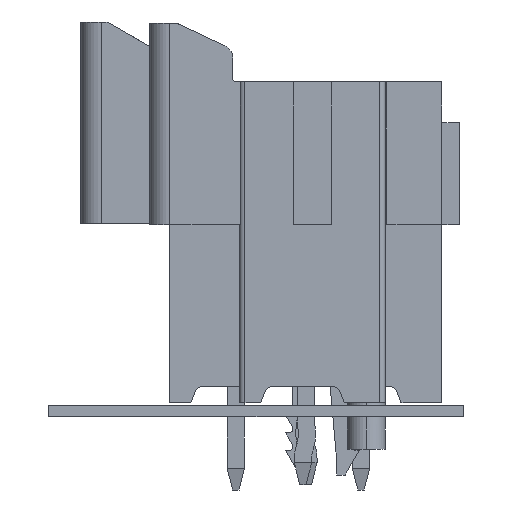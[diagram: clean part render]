
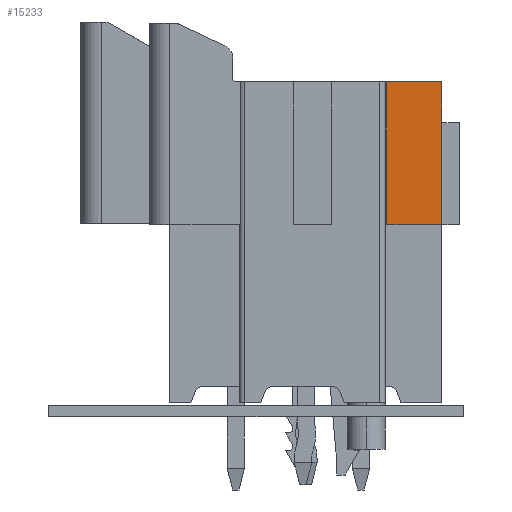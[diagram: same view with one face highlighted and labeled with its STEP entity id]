
A CAD part, left-side view. The second image highlights one B-rep face of the part: STEP entity #15233.
In plain terms, the highlighted planar face has unit normal (-1, 0, 0).
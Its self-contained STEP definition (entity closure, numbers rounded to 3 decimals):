
#2650 = VERTEX_POINT('',#2651);
#2651 = CARTESIAN_POINT('',(-4.16,-5.,0.65));
#2658 = PLANE('',#2659);
#2659 = AXIS2_PLACEMENT_3D('',#2660,#2661,#2662);
#2660 = CARTESIAN_POINT('',(0.,-5.,0.));
#2661 = DIRECTION('',(0.,1.,0.));
#2662 = DIRECTION('',(1.,0.,0.));
#2670 = PLANE('',#2671);
#2671 = AXIS2_PLACEMENT_3D('',#2672,#2673,#2674);
#2672 = CARTESIAN_POINT('',(0.,5.,0.65));
#2673 = DIRECTION('',(0.,0.,1.));
#2674 = DIRECTION('',(1.,0.,0.));
#2682 = EDGE_CURVE('',#2683,#2650,#2685,.T.);
#2683 = VERTEX_POINT('',#2684);
#2684 = CARTESIAN_POINT('',(-4.16,-5.,5.9));
#2685 = SURFACE_CURVE('',#2686,(#2690,#2697),.PCURVE_S1.);
#2686 = LINE('',#2687,#2688);
#2687 = CARTESIAN_POINT('',(-4.16,-5.,5.9));
#2688 = VECTOR('',#2689,1.);
#2689 = DIRECTION('',(0.,0.,-1.));
#2690 = PCURVE('',#2658,#2691);
#2691 = DEFINITIONAL_REPRESENTATION('',(#2692),#2696);
#2692 = LINE('',#2693,#2694);
#2693 = CARTESIAN_POINT('',(-4.16,-5.9));
#2694 = VECTOR('',#2695,1.);
#2695 = DIRECTION('',(0.,1.));
#2696 = ( GEOMETRIC_REPRESENTATION_CONTEXT(2) 
PARAMETRIC_REPRESENTATION_CONTEXT() REPRESENTATION_CONTEXT('2D SPACE',''
  ) );
#2697 = PCURVE('',#2698,#2703);
#2698 = PLANE('',#2699);
#2699 = AXIS2_PLACEMENT_3D('',#2700,#2701,#2702);
#2700 = CARTESIAN_POINT('',(-4.16,-5.,5.9));
#2701 = DIRECTION('',(1.,0.,0.));
#2702 = DIRECTION('',(0.,1.,0.));
#2703 = DEFINITIONAL_REPRESENTATION('',(#2704),#2708);
#2704 = LINE('',#2705,#2706);
#2705 = CARTESIAN_POINT('',(0.,0.));
#2706 = VECTOR('',#2707,1.);
#2707 = DIRECTION('',(0.,-1.));
#2708 = ( GEOMETRIC_REPRESENTATION_CONTEXT(2) 
PARAMETRIC_REPRESENTATION_CONTEXT() REPRESENTATION_CONTEXT('2D SPACE',''
  ) );
#2726 = PLANE('',#2727);
#2727 = AXIS2_PLACEMENT_3D('',#2728,#2729,#2730);
#2728 = CARTESIAN_POINT('',(-5.3,-5.,5.9));
#2729 = DIRECTION('',(0.,0.,1.));
#2730 = DIRECTION('',(1.,0.,0.));
#3345 = VERTEX_POINT('',#3346);
#3346 = CARTESIAN_POINT('',(-4.16,-2.98,0.65));
#3360 = PLANE('',#3361);
#3361 = AXIS2_PLACEMENT_3D('',#3362,#3363,#3364);
#3362 = CARTESIAN_POINT('',(-4.16,-2.98,5.9));
#3363 = DIRECTION('',(0.,1.,0.));
#3364 = DIRECTION('',(-1.,0.,0.));
#3372 = EDGE_CURVE('',#2650,#3345,#3373,.T.);
#3373 = SURFACE_CURVE('',#3374,(#3378,#3385),.PCURVE_S1.);
#3374 = LINE('',#3375,#3376);
#3375 = CARTESIAN_POINT('',(-4.16,-5.,0.65));
#3376 = VECTOR('',#3377,1.);
#3377 = DIRECTION('',(0.,1.,0.));
#3378 = PCURVE('',#2670,#3379);
#3379 = DEFINITIONAL_REPRESENTATION('',(#3380),#3384);
#3380 = LINE('',#3381,#3382);
#3381 = CARTESIAN_POINT('',(-4.16,-10.));
#3382 = VECTOR('',#3383,1.);
#3383 = DIRECTION('',(0.,1.));
#3384 = ( GEOMETRIC_REPRESENTATION_CONTEXT(2) 
PARAMETRIC_REPRESENTATION_CONTEXT() REPRESENTATION_CONTEXT('2D SPACE',''
  ) );
#3385 = PCURVE('',#2698,#3386);
#3386 = DEFINITIONAL_REPRESENTATION('',(#3387),#3391);
#3387 = LINE('',#3388,#3389);
#3388 = CARTESIAN_POINT('',(0.,-5.25));
#3389 = VECTOR('',#3390,1.);
#3390 = DIRECTION('',(1.,0.));
#3391 = ( GEOMETRIC_REPRESENTATION_CONTEXT(2) 
PARAMETRIC_REPRESENTATION_CONTEXT() REPRESENTATION_CONTEXT('2D SPACE',''
  ) );
#8673 = EDGE_CURVE('',#2683,#8674,#8676,.T.);
#8674 = VERTEX_POINT('',#8675);
#8675 = CARTESIAN_POINT('',(-4.16,-2.98,5.9));
#8676 = SURFACE_CURVE('',#8677,(#8681,#8688),.PCURVE_S1.);
#8677 = LINE('',#8678,#8679);
#8678 = CARTESIAN_POINT('',(-4.16,-5.,5.9));
#8679 = VECTOR('',#8680,1.);
#8680 = DIRECTION('',(0.,1.,0.));
#8681 = PCURVE('',#2726,#8682);
#8682 = DEFINITIONAL_REPRESENTATION('',(#8683),#8687);
#8683 = LINE('',#8684,#8685);
#8684 = CARTESIAN_POINT('',(1.14,0.));
#8685 = VECTOR('',#8686,1.);
#8686 = DIRECTION('',(0.,1.));
#8687 = ( GEOMETRIC_REPRESENTATION_CONTEXT(2) 
PARAMETRIC_REPRESENTATION_CONTEXT() REPRESENTATION_CONTEXT('2D SPACE',''
  ) );
#8688 = PCURVE('',#2698,#8689);
#8689 = DEFINITIONAL_REPRESENTATION('',(#8690),#8694);
#8690 = LINE('',#8691,#8692);
#8691 = CARTESIAN_POINT('',(0.,0.));
#8692 = VECTOR('',#8693,1.);
#8693 = DIRECTION('',(1.,0.));
#8694 = ( GEOMETRIC_REPRESENTATION_CONTEXT(2) 
PARAMETRIC_REPRESENTATION_CONTEXT() REPRESENTATION_CONTEXT('2D SPACE',''
  ) );
#15094 = EDGE_CURVE('',#8674,#3345,#15095,.T.);
#15095 = SURFACE_CURVE('',#15096,(#15100,#15107),.PCURVE_S1.);
#15096 = LINE('',#15097,#15098);
#15097 = CARTESIAN_POINT('',(-4.16,-2.98,5.9));
#15098 = VECTOR('',#15099,1.);
#15099 = DIRECTION('',(0.,0.,-1.));
#15100 = PCURVE('',#3360,#15101);
#15101 = DEFINITIONAL_REPRESENTATION('',(#15102),#15106);
#15102 = LINE('',#15103,#15104);
#15103 = CARTESIAN_POINT('',(0.,0.));
#15104 = VECTOR('',#15105,1.);
#15105 = DIRECTION('',(0.,-1.));
#15106 = ( GEOMETRIC_REPRESENTATION_CONTEXT(2) 
PARAMETRIC_REPRESENTATION_CONTEXT() REPRESENTATION_CONTEXT('2D SPACE',''
  ) );
#15107 = PCURVE('',#2698,#15108);
#15108 = DEFINITIONAL_REPRESENTATION('',(#15109),#15113);
#15109 = LINE('',#15110,#15111);
#15110 = CARTESIAN_POINT('',(2.02,0.));
#15111 = VECTOR('',#15112,1.);
#15112 = DIRECTION('',(0.,-1.));
#15113 = ( GEOMETRIC_REPRESENTATION_CONTEXT(2) 
PARAMETRIC_REPRESENTATION_CONTEXT() REPRESENTATION_CONTEXT('2D SPACE',''
  ) );
#15233 = ADVANCED_FACE('',(#15234),#2698,.F.);
#15234 = FACE_BOUND('',#15235,.F.);
#15235 = EDGE_LOOP('',(#15236,#15237,#15238,#15239));
#15236 = ORIENTED_EDGE('',*,*,#2682,.T.);
#15237 = ORIENTED_EDGE('',*,*,#3372,.T.);
#15238 = ORIENTED_EDGE('',*,*,#15094,.F.);
#15239 = ORIENTED_EDGE('',*,*,#8673,.F.);
